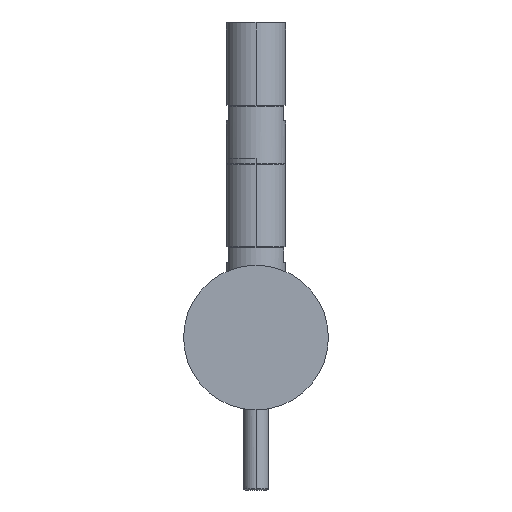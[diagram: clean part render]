
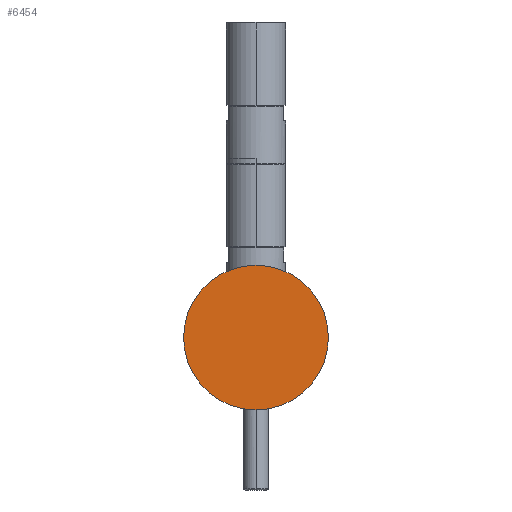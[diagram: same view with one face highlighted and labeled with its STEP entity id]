
A CAD part, front view. The second image highlights one B-rep face of the part: STEP entity #6454.
In plain terms, the highlighted planar face has unit normal (0, -1, 0).
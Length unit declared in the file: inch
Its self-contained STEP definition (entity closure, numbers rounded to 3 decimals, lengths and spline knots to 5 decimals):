
#2419=CARTESIAN_POINT('',(0.,-1.56,0.));
#2420=DIRECTION('',(0.,-1.,0.));
#2421=DIRECTION('',(0.,0.,-1.));
#2422=AXIS2_PLACEMENT_3D('',#2419,#2420,#2421);
#2424=CARTESIAN_POINT('',(0.,-1.56,0.));
#2425=DIRECTION('',(0.,1.,0.));
#2426=DIRECTION('',(0.,0.,-1.));
#2427=AXIS2_PLACEMENT_3D('',#2424,#2425,#2426);
#3407=CARTESIAN_POINT('',(0.,-1.56,-1.46));
#3408=CARTESIAN_POINT('',(0.,-1.56,1.46));
#3409=VERTEX_POINT('',#3407);
#3410=VERTEX_POINT('',#3408);
#6445=CARTESIAN_POINT('',(0.,-1.56,0.));
#6446=DIRECTION('',(0.,-1.,0.));
#6447=DIRECTION('',(0.,0.,-1.));
#6448=AXIS2_PLACEMENT_3D('',#6445,#6446,#6447);
#6449=PLANE('',#6448);
#6450=ORIENTED_EDGE('',*,*,#6427,.F.);
#6451=ORIENTED_EDGE('',*,*,#6412,.T.);
#6452=EDGE_LOOP('',(#6450,#6451));
#6453=FACE_OUTER_BOUND('',#6452,.F.);
#6454=ADVANCED_FACE('',(#6453),#6449,.T.);
#2423=CIRCLE('',#2422,1.46);
#2428=CIRCLE('',#2427,1.46);
#6412=EDGE_CURVE('',#3409,#3410,#2428,.T.);
#6427=EDGE_CURVE('',#3409,#3410,#2423,.T.);
